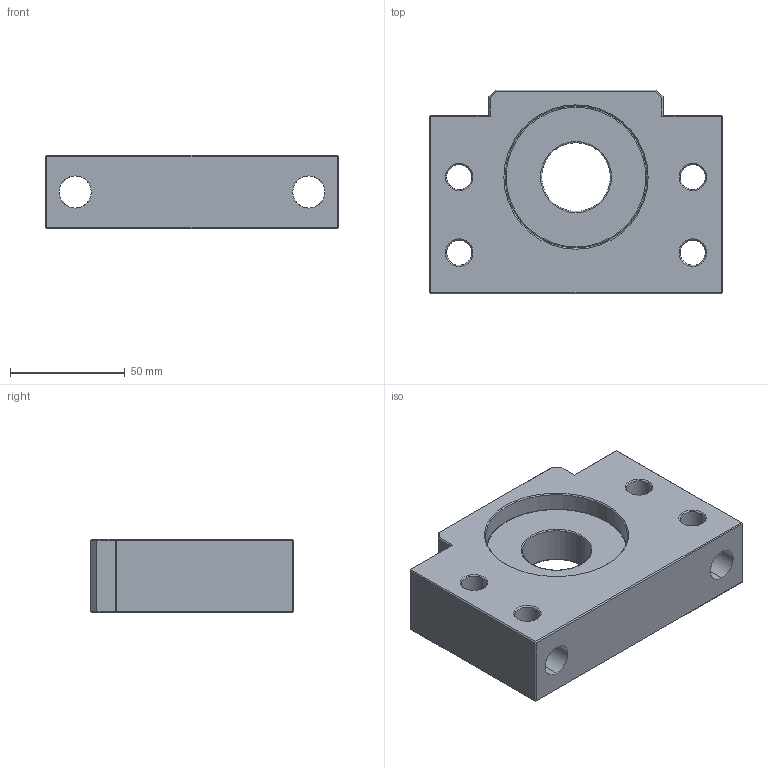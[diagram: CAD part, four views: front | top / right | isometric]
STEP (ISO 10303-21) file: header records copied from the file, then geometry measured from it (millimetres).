
FILE_DESCRIPTION (( 'STEP AP203' ), '1' );
FILE_NAME ('BSGF-30_203.STEP', '2013-02-26T00:55:42', ( '' ), ( '' ), 'SwSTEP 2.0', 'SolidWorks 2012', '' );
FILE_SCHEMA (( 'CONFIG_CONTROL_DESIGN' ));
Length unit declared in the file: millimetre
Products named in the file (1): BSGF-30_203
Bounding box: 128 x 89 x 32 mm (x, y, z)
Volume: 250619.4 mm3; surface area: 46340.6 mm2
Topology: 1 solids, 1 shells, 110 faces, 268 edges, 156 vertices
Faces by surface type: plane 48, cylinder 30, cone 24, torus 8
Entity records: 3921 total; most frequent: CARTESIAN_POINT 1247, DIRECTION 542, ORIENTED_EDGE 536, EDGE_CURVE 268, AXIS2_PLACEMENT_3D 195, VERTEX_POINT 156, VECTOR 152, LINE 152
